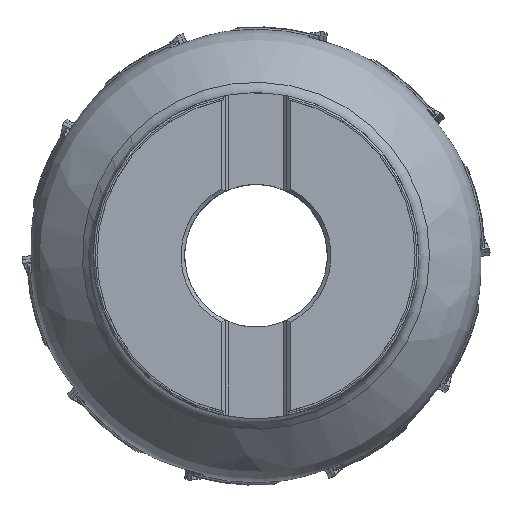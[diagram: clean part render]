
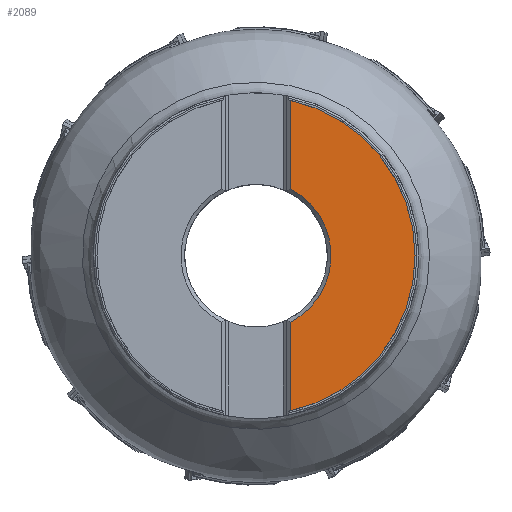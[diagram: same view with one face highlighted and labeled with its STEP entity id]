
A CAD part, top view. The second image highlights one B-rep face of the part: STEP entity #2089.
In plain terms, the highlighted planar face has unit normal (0, 0, 1).
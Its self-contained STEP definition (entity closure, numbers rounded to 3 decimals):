
#615=PLANE('',#12484);
#909=LINE('',#19226,#1367);
#910=LINE('',#19230,#1368);
#1367=VECTOR('',#14129,1.);
#1368=VECTOR('',#14132,1.);
#2089=ADVANCED_FACE('CU_BACK_F002',(#2879),#615,.F.);
#2879=FACE_OUTER_BOUND('',#3489,.T.);
#3489=EDGE_LOOP('',(#5692,#5693,#5694,#5695));
#4926=CIRCLE('',#12476,42.5);
#4928=CIRCLE('',#12483,20.056);
#5692=ORIENTED_EDGE('',*,*,#10292,.F.);
#5693=ORIENTED_EDGE('',*,*,#10297,.T.);
#5694=ORIENTED_EDGE('',*,*,#10298,.T.);
#5695=ORIENTED_EDGE('',*,*,#10299,.T.);
#9021=VERTEX_POINT('',#19215);
#9022=VERTEX_POINT('',#19217);
#9025=VERTEX_POINT('',#19227);
#9026=VERTEX_POINT('',#19229);
#10292=EDGE_CURVE('',#9021,#9022,#4926,.T.);
#10297=EDGE_CURVE('',#9021,#9025,#909,.T.);
#10298=EDGE_CURVE('',#9025,#9026,#4928,.T.);
#10299=EDGE_CURVE('',#9026,#9022,#910,.T.);
#12476=AXIS2_PLACEMENT_3D('',#19216,#14115,#14116);
#12483=AXIS2_PLACEMENT_3D('',#19228,#14130,#14131);
#12484=AXIS2_PLACEMENT_3D('',#19231,#14133,#14134);
#14115=DIRECTION('',(0.,0.,-1.));
#14116=DIRECTION('',(0.138,-0.99,0.));
#14129=DIRECTION('',(0.,-1.,0.));
#14130=DIRECTION('',(0.,0.,-1.));
#14131=DIRECTION('',(0.138,-0.99,0.));
#14132=DIRECTION('',(0.,-1.,0.));
#14133=DIRECTION('',(0.,0.,-1.));
#14134=DIRECTION('',(-0.138,0.99,0.));
#19215=CARTESIAN_POINT('',(9.175,41.498,0.));
#19216=CARTESIAN_POINT('',(0.,0.,
0.));
#19217=CARTESIAN_POINT('',(9.175,-41.498,0.));
#19226=CARTESIAN_POINT('',(9.175,0.,0.));
#19227=CARTESIAN_POINT('',(9.175,17.835,0.));
#19228=CARTESIAN_POINT('',(0.,0.,
0.));
#19229=CARTESIAN_POINT('',(9.175,-17.835,0.));
#19230=CARTESIAN_POINT('',(9.175,0.,0.));
#19231=CARTESIAN_POINT('',(-42.5,0.,0.));
